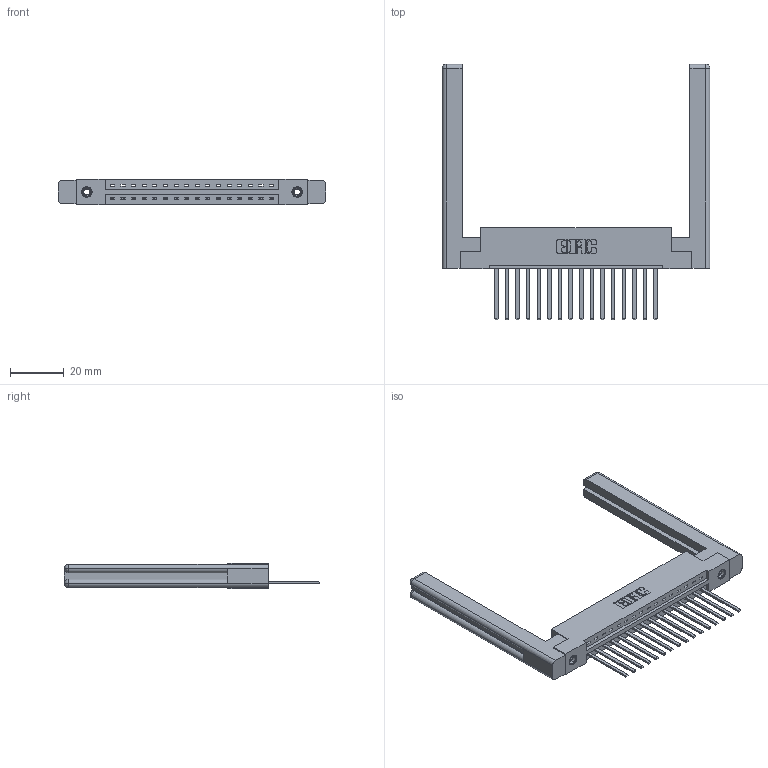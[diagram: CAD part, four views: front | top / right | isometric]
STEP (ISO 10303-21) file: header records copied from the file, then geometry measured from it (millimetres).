
FILE_DESCRIPTION (( 'STEP AP203' ), '1' );
FILE_NAME ('387-016-544-158.STEP', '2019-10-02T18:38:24', ( '' ), ( '' ), 'SwSTEP 2.0', 'SolidWorks 2016', '' );
FILE_SCHEMA (( 'CONFIG_CONTROL_DESIGN' ));
Length unit declared in the file: inch
Products named in the file (5): 345-250-001_345-250-001-102; 387-016-544-158; 307-220-058; 337 Part_Flush Mounting Lugs - 0.156 Dia-TI; 345-292-001_345-293-144
Assembly tree (21 placements, depth 2):
  387-016-544-158
    337 Part_Flush Mounting Lugs - 0.156 Dia-TI
    345-292-001_345-293-144  x16
    345-250-001_345-250-001-102  x2
    307-220-058  x2
Bounding box: 100.03 x 95.38 x 9.4 mm (x, y, z)
Volume: 17418 mm3; surface area: 16276.2 mm2
Topology: 21 solids, 21 shells, 1152 faces, 3385 edges, 2222 vertices
Faces by surface type: plane 826, cylinder 302, cone 12, torus 12
Entity records: 17706 total; most frequent: CARTESIAN_POINT 3081, ORIENTED_EDGE 2972, DIRECTION 2662, EDGE_CURVE 1486, VECTOR 1314, LINE 1314, VERTEX_POINT 982, AXIS2_PLACEMENT_3D 674
